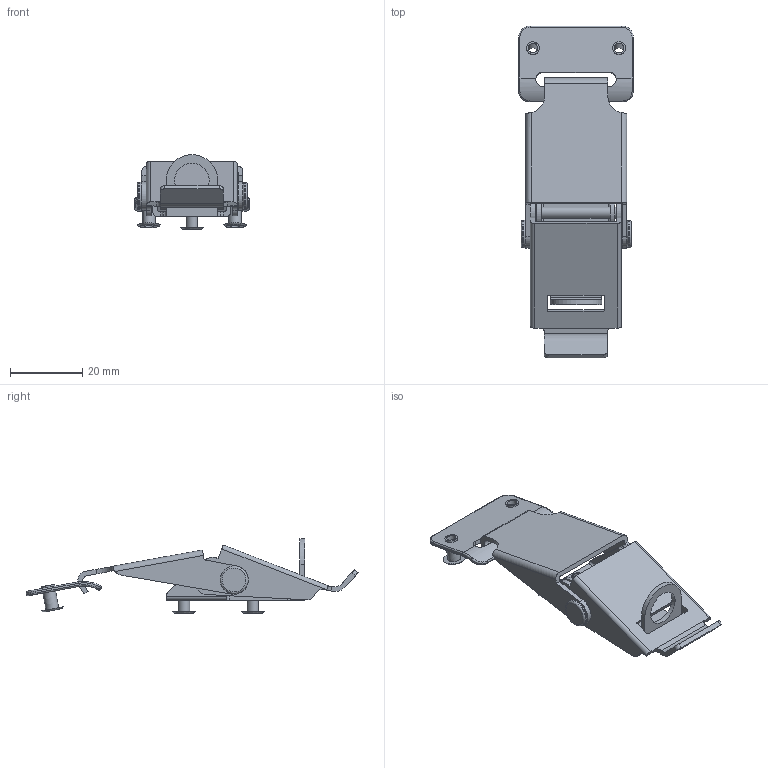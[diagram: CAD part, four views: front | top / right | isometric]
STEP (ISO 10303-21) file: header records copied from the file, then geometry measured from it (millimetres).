
FILE_DESCRIPTION (( 'STEP AP214' ), '1' );
FILE_NAME ('SSLKIT.STEP', '2019-07-09T22:18:52', ( '' ), ( '' ), 'SwSTEP 2.0', 'SolidWorks 2018', '' );
FILE_SCHEMA (( 'AUTOMOTIVE_DESIGN' ));
Length unit declared in the file: inch
Products named in the file (1): SSLKIT
Bounding box: 31.75 x 91.8 x 20.64 mm (x, y, z)
Volume: 6243.3 mm3; surface area: 11270.1 mm2
Topology: 10 solids, 10 shells, 202 faces, 510 edges, 334 vertices
Faces by surface type: plane 91, cylinder 91, bspline 20
Full cylindrical faces by diameter (mm): 2.64 x4, 3.048 x1, 3.175 x2, 3.302 x2, 3.429 x9, 3.556 x4, 4.306 x2, 7.62 x2, 9.525 x1
Entity records: 7093 total; most frequent: CARTESIAN_POINT 2232, DIRECTION 955, ORIENTED_EDGE 934, EDGE_CURVE 467, AXIS2_PLACEMENT_3D 355, VERTEX_POINT 326, EDGE_LOOP 281, VECTOR 245
